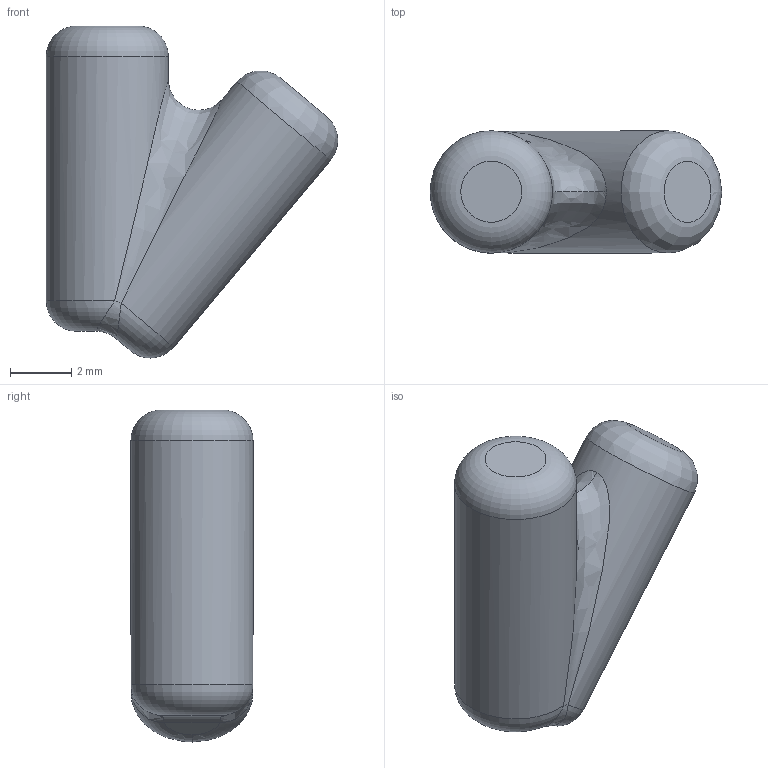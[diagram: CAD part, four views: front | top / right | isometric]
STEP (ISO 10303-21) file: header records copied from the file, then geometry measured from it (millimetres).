
FILE_DESCRIPTION(('FreeCAD Model'),'2;1');
FILE_NAME('two-cylinders-smooth.step', '2014-07-06T09:39:12',('FreeCAD'),('FreeCAD'), 'Open CASCADE STEP processor 6.7','FreeCAD','Unknown');
FILE_SCHEMA(('AUTOMOTIVE_DESIGN_CC2 { 1 2 10303 214 -1 1 5 4 }'));
Length unit declared in the file: metre
Products named in the file (1): Fillet
Bounding box: 9.55 x 4 x 10.88 mm (x, y, z)
Volume: 218.3 mm3; surface area: 223.2 mm2
Topology: 1 solids, 1 shells, 16 faces, 30 edges, 16 vertices
Faces by surface type: plane 4, bspline 4, cylinder 3, revolution 3, torus 2
Full cylindrical faces by diameter (mm): 4 x2
Entity records: 2202 total; most frequent: CARTESIAN_POINT 1624, DIRECTION 85, ORIENTED_EDGE 60, PCURVE 60, DEFINITIONAL_REPRESENTATION 60, B_SPLINE_CURVE_WITH_KNOTS 39, LINE 31, VECTOR 31
